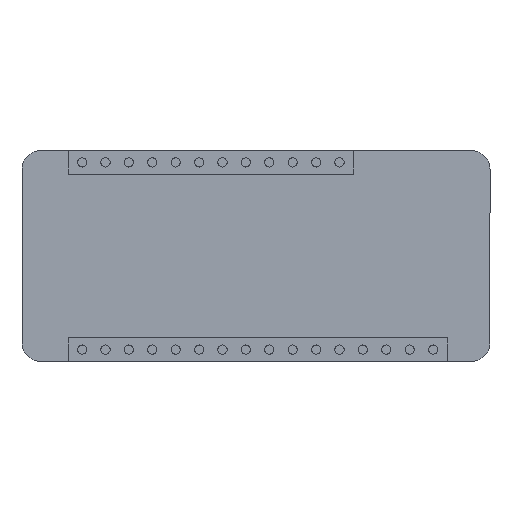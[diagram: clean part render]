
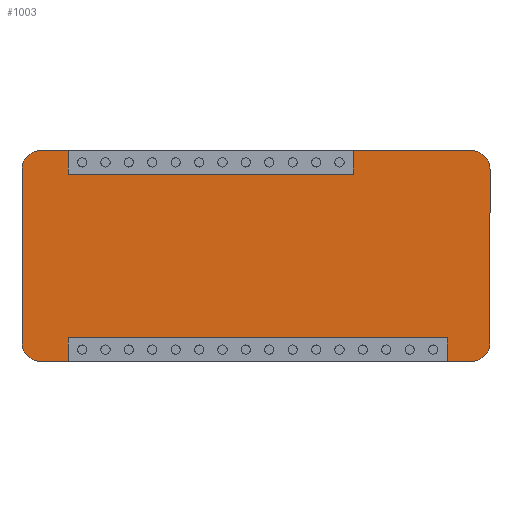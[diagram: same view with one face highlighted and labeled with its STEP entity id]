
A CAD part, front view. The second image highlights one B-rep face of the part: STEP entity #1003.
In plain terms, the highlighted planar face has unit normal (0, -1, 0).
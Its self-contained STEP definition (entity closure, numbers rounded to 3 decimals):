
#23 = VECTOR ( 'NONE', #1516, 1000. ) ;
#24 = EDGE_CURVE ( 'NONE', #2302, #2154, #2576, .T. ) ;
#33 = CARTESIAN_POINT ( 'NONE',  ( 48.8, 0., -20.86 ) ) ;
#128 = CARTESIAN_POINT ( 'NONE',  ( 50.8, 0., -2. ) ) ;
#131 = EDGE_CURVE ( 'NONE', #290, #1234, #2466, .T. ) ;
#133 = VERTEX_POINT ( 'NONE', #409 ) ;
#139 = CARTESIAN_POINT ( 'NONE',  ( 2., 0., -22.86 ) ) ;
#159 = VERTEX_POINT ( 'NONE', #1977 ) ;
#165 = VERTEX_POINT ( 'NONE', #1762 ) ;
#169 = DIRECTION ( 'NONE',  ( -1., 0., 0. ) ) ;
#172 = VECTOR ( 'NONE', #1633, 1000. ) ;
#187 = ORIENTED_EDGE ( 'NONE', *, *, #243, .F. ) ;
#196 = VERTEX_POINT ( 'NONE', #1171 ) ;
#207 = DIRECTION ( 'NONE',  ( 1., 0., 0. ) ) ;
#216 = CARTESIAN_POINT ( 'NONE',  ( 2., 0., 0. ) ) ;
#238 = LINE ( 'NONE', #862, #501 ) ;
#241 = FACE_OUTER_BOUND ( 'NONE', #2683, .T. ) ;
#243 = EDGE_CURVE ( 'NONE', #2095, #2129, #2046, .T. ) ;
#283 = ORIENTED_EDGE ( 'NONE', *, *, #1609, .F. ) ;
#290 = VERTEX_POINT ( 'NONE', #1692 ) ;
#353 = ORIENTED_EDGE ( 'NONE', *, *, #2380, .F. ) ;
#382 = EDGE_CURVE ( 'NONE', #2566, #2302, #1725, .T. ) ;
#400 = CARTESIAN_POINT ( 'NONE',  ( 48.8, 0., -22.86 ) ) ;
#409 = CARTESIAN_POINT ( 'NONE',  ( 5., 0., -20.32 ) ) ;
#416 = CARTESIAN_POINT ( 'NONE',  ( 46.14, 0., -22.86 ) ) ;
#421 = EDGE_CURVE ( 'NONE', #2539, #2100, #2164, .T. ) ;
#430 = CARTESIAN_POINT ( 'NONE',  ( 2., 0., -2. ) ) ;
#433 = EDGE_CURVE ( 'NONE', #2129, #196, #1512, .T. ) ;
#436 = EDGE_CURVE ( 'NONE', #2441, #133, #1780, .T. ) ;
#501 = VECTOR ( 'NONE', #207, 1000. ) ;
#537 = DIRECTION ( 'NONE',  ( 0., 0., 1. ) ) ;
#539 = VECTOR ( 'NONE', #1253, 1000. ) ;
#544 = CARTESIAN_POINT ( 'NONE',  ( 2., 0., -22.86 ) ) ;
#551 = CARTESIAN_POINT ( 'NONE',  ( 46.14, 0., -20.32 ) ) ;
#580 = CARTESIAN_POINT ( 'NONE',  ( 35.98, 0., 0. ) ) ;
#666 = VECTOR ( 'NONE', #1312, 1000. ) ;
#719 = CARTESIAN_POINT ( 'NONE',  ( 48.8, 0., -20.86 ) ) ;
#744 = LINE ( 'NONE', #757, #172 ) ;
#757 = CARTESIAN_POINT ( 'NONE',  ( 5., 0., -22.86 ) ) ;
#772 = AXIS2_PLACEMENT_3D ( 'NONE', #33, #2290, #1603 ) ;
#786 = ORIENTED_EDGE ( 'NONE', *, *, #911, .F. ) ;
#792 = AXIS2_PLACEMENT_3D ( 'NONE', #719, #1612, #2498 ) ;
#816 = CIRCLE ( 'NONE', #2113, 2. ) ;
#862 = CARTESIAN_POINT ( 'NONE',  ( 2., 0., 0. ) ) ;
#867 = DIRECTION ( 'NONE',  ( 0., 0., 1. ) ) ;
#908 = LINE ( 'NONE', #416, #2622 ) ;
#911 = EDGE_CURVE ( 'NONE', #159, #165, #1156, .T. ) ;
#933 = CARTESIAN_POINT ( 'NONE',  ( 5., 0., 0. ) ) ;
#1003 = ADVANCED_FACE ( 'NONE', ( #241 ), #2736, .T. ) ;
#1023 = CARTESIAN_POINT ( 'NONE',  ( 5., 0., -2.54 ) ) ;
#1043 = ORIENTED_EDGE ( 'NONE', *, *, #1818, .F. ) ;
#1085 = EDGE_CURVE ( 'NONE', #133, #2539, #744, .T. ) ;
#1123 = DIRECTION ( 'NONE',  ( 0., 1., 0. ) ) ;
#1126 = CARTESIAN_POINT ( 'NONE',  ( 5., 0., -20.32 ) ) ;
#1156 = CIRCLE ( 'NONE', #1346, 2. ) ;
#1171 = CARTESIAN_POINT ( 'NONE',  ( 46.14, 0., -22.86 ) ) ;
#1190 = EDGE_CURVE ( 'NONE', #2795, #2566, #1918, .T. ) ;
#1219 = VECTOR ( 'NONE', #169, 1000. ) ;
#1234 = VERTEX_POINT ( 'NONE', #2098 ) ;
#1253 = DIRECTION ( 'NONE',  ( 0., 0., -1. ) ) ;
#1258 = CARTESIAN_POINT ( 'NONE',  ( 2., 0., -22.86 ) ) ;
#1312 = DIRECTION ( 'NONE',  ( -1., 0., 0. ) ) ;
#1326 = DIRECTION ( 'NONE',  ( 0., 0., -1. ) ) ;
#1346 = AXIS2_PLACEMENT_3D ( 'NONE', #430, #1123, #1326 ) ;
#1461 = DIRECTION ( 'NONE',  ( 0., 0., -1. ) ) ;
#1475 = DIRECTION ( 'NONE',  ( 0., 0., 1. ) ) ;
#1495 = VECTOR ( 'NONE', #1899, 1000. ) ;
#1512 = LINE ( 'NONE', #139, #1621 ) ;
#1516 = DIRECTION ( 'NONE',  ( 1., 0., 0. ) ) ;
#1524 = ORIENTED_EDGE ( 'NONE', *, *, #24, .F. ) ;
#1601 = ORIENTED_EDGE ( 'NONE', *, *, #433, .F. ) ;
#1602 = EDGE_CURVE ( 'NONE', #2100, #2495, #816, .T. ) ;
#1603 = DIRECTION ( 'NONE',  ( 0., 0., -1. ) ) ;
#1609 = EDGE_CURVE ( 'NONE', #1234, #2095, #2153, .T. ) ;
#1612 = DIRECTION ( 'NONE',  ( 0., 1., 0. ) ) ;
#1614 = ORIENTED_EDGE ( 'NONE', *, *, #2251, .F. ) ;
#1621 = VECTOR ( 'NONE', #2698, 1000. ) ;
#1633 = DIRECTION ( 'NONE',  ( 0., 0., -1. ) ) ;
#1671 = AXIS2_PLACEMENT_3D ( 'NONE', #2700, #2836, #2213 ) ;
#1691 = VECTOR ( 'NONE', #537, 1000. ) ;
#1692 = CARTESIAN_POINT ( 'NONE',  ( 48.8, 0., 0. ) ) ;
#1712 = ORIENTED_EDGE ( 'NONE', *, *, #131, .F. ) ;
#1725 = LINE ( 'NONE', #1023, #1495 ) ;
#1749 = CARTESIAN_POINT ( 'NONE',  ( 5., 0., -2.54 ) ) ;
#1762 = CARTESIAN_POINT ( 'NONE',  ( 2., 0., 0. ) ) ;
#1771 = ORIENTED_EDGE ( 'NONE', *, *, #1085, .F. ) ;
#1780 = LINE ( 'NONE', #1126, #666 ) ;
#1818 = EDGE_CURVE ( 'NONE', #2154, #290, #2436, .T. ) ;
#1820 = LINE ( 'NONE', #2477, #1691 ) ;
#1881 = ORIENTED_EDGE ( 'NONE', *, *, #436, .F. ) ;
#1899 = DIRECTION ( 'NONE',  ( 1., 0., 0. ) ) ;
#1903 = CARTESIAN_POINT ( 'NONE',  ( 2., 0., -20.86 ) ) ;
#1918 = LINE ( 'NONE', #2130, #539 ) ;
#1958 = VECTOR ( 'NONE', #1475, 1000. ) ;
#1977 = CARTESIAN_POINT ( 'NONE',  ( 0., 0., -2. ) ) ;
#1993 = ORIENTED_EDGE ( 'NONE', *, *, #382, .F. ) ;
#2046 = CIRCLE ( 'NONE', #792, 2. ) ;
#2095 = VERTEX_POINT ( 'NONE', #2543 ) ;
#2096 = DIRECTION ( 'NONE',  ( 0., 0., -1. ) ) ;
#2098 = CARTESIAN_POINT ( 'NONE',  ( 50.8, 0., -2. ) ) ;
#2100 = VERTEX_POINT ( 'NONE', #544 ) ;
#2113 = AXIS2_PLACEMENT_3D ( 'NONE', #1903, #2560, #1461 ) ;
#2129 = VERTEX_POINT ( 'NONE', #400 ) ;
#2130 = CARTESIAN_POINT ( 'NONE',  ( 5., 0., 0. ) ) ;
#2153 = LINE ( 'NONE', #128, #2485 ) ;
#2154 = VERTEX_POINT ( 'NONE', #2222 ) ;
#2157 = CARTESIAN_POINT ( 'NONE',  ( 0., 0., -20.86 ) ) ;
#2164 = LINE ( 'NONE', #1258, #1219 ) ;
#2213 = DIRECTION ( 'NONE',  ( 0., 0., 1. ) ) ;
#2222 = CARTESIAN_POINT ( 'NONE',  ( 35.98, 0., 0. ) ) ;
#2251 = EDGE_CURVE ( 'NONE', #196, #2441, #908, .T. ) ;
#2290 = DIRECTION ( 'NONE',  ( 0., -1., 0. ) ) ;
#2302 = VERTEX_POINT ( 'NONE', #2737 ) ;
#2362 = ORIENTED_EDGE ( 'NONE', *, *, #1190, .F. ) ;
#2380 = EDGE_CURVE ( 'NONE', #2495, #159, #1820, .T. ) ;
#2408 = ORIENTED_EDGE ( 'NONE', *, *, #2617, .F. ) ;
#2436 = LINE ( 'NONE', #216, #23 ) ;
#2441 = VERTEX_POINT ( 'NONE', #551 ) ;
#2466 = CIRCLE ( 'NONE', #1671, 2. ) ;
#2477 = CARTESIAN_POINT ( 'NONE',  ( 0., 0., -2. ) ) ;
#2485 = VECTOR ( 'NONE', #2096, 1000. ) ;
#2495 = VERTEX_POINT ( 'NONE', #2157 ) ;
#2498 = DIRECTION ( 'NONE',  ( 0., 0., -1. ) ) ;
#2539 = VERTEX_POINT ( 'NONE', #2823 ) ;
#2543 = CARTESIAN_POINT ( 'NONE',  ( 50.8, 0., -20.86 ) ) ;
#2560 = DIRECTION ( 'NONE',  ( 0., 1., 0. ) ) ;
#2566 = VERTEX_POINT ( 'NONE', #1749 ) ;
#2571 = ORIENTED_EDGE ( 'NONE', *, *, #421, .F. ) ;
#2576 = LINE ( 'NONE', #580, #1958 ) ;
#2617 = EDGE_CURVE ( 'NONE', #165, #2795, #238, .T. ) ;
#2622 = VECTOR ( 'NONE', #867, 1000. ) ;
#2683 = EDGE_LOOP ( 'NONE', ( #2571, #1771, #1881, #1614, #1601, #187, #283, #1712, #1043, #1524, #1993, #2362, #2408, #786, #353, #2751 ) ) ;
#2698 = DIRECTION ( 'NONE',  ( -1., 0., 0. ) ) ;
#2700 = CARTESIAN_POINT ( 'NONE',  ( 48.8, 0., -2. ) ) ;
#2736 = PLANE ( 'NONE',  #772 ) ;
#2737 = CARTESIAN_POINT ( 'NONE',  ( 35.98, 0., -2.54 ) ) ;
#2751 = ORIENTED_EDGE ( 'NONE', *, *, #1602, .F. ) ;
#2795 = VERTEX_POINT ( 'NONE', #933 ) ;
#2823 = CARTESIAN_POINT ( 'NONE',  ( 5., 0., -22.86 ) ) ;
#2836 = DIRECTION ( 'NONE',  ( 0., 1., 0. ) ) ;
